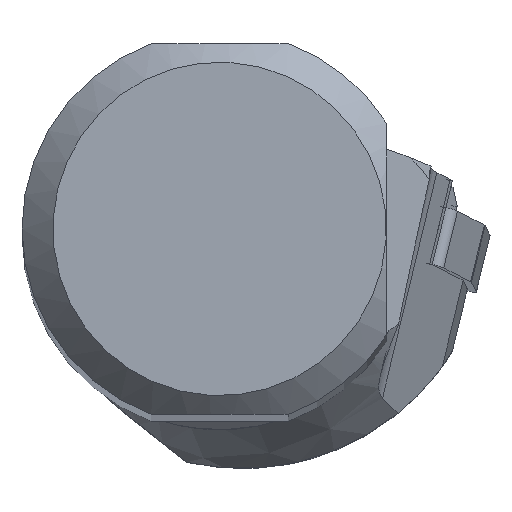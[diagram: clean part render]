
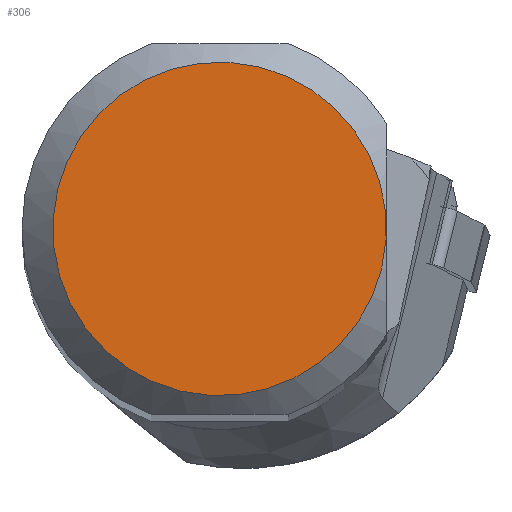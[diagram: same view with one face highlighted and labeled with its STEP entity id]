
A CAD part, top view. The second image highlights one B-rep face of the part: STEP entity #306.
In plain terms, the highlighted planar face has unit normal (0, 0, 1).
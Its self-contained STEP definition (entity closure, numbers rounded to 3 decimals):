
#178=CIRCLE('',#1782,13.489);
#222=FACE_OUTER_BOUND('',#497,.T.);
#306=ADVANCED_FACE('',(#222),#387,.F.);
#387=PLANE('',#1783);
#497=EDGE_LOOP('',(#672));
#672=ORIENTED_EDGE('',*,*,#1259,.F.);
#1100=VERTEX_POINT('',#2594);
#1259=EDGE_CURVE('',#1100,#1100,#178,.T.);
#1782=AXIS2_PLACEMENT_3D('',#2593,#2041,#2042);
#1783=AXIS2_PLACEMENT_3D('',#2595,#2043,#2044);
#2041=DIRECTION('',(0.,0.,-1.));
#2042=DIRECTION('',(0.972,-0.234,0.));
#2043=DIRECTION('',(0.,0.,-1.));
#2044=DIRECTION('',(0.972,-0.234,0.));
#2593=CARTESIAN_POINT('',(0.,0.,
0.));
#2594=CARTESIAN_POINT('',(13.114,-3.16,0.));
#2595=CARTESIAN_POINT('',(15.989,0.,0.));
